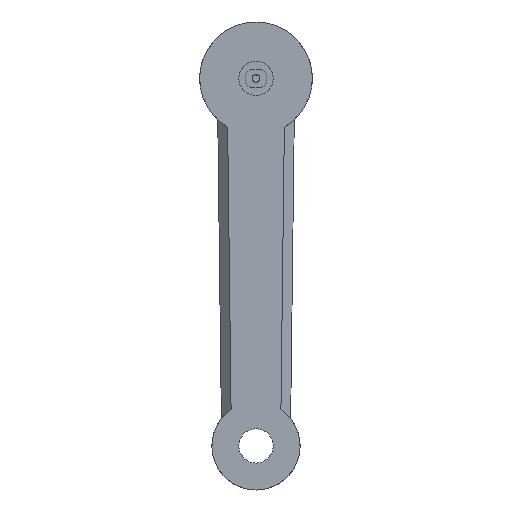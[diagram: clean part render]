
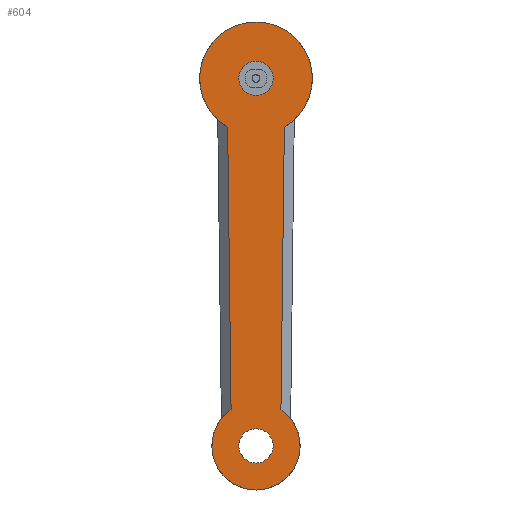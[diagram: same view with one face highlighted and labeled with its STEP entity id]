
A CAD part, front view. The second image highlights one B-rep face of the part: STEP entity #604.
In plain terms, the highlighted planar face has unit normal (0, -1, 0).
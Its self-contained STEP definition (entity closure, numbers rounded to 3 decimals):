
#18 = AXIS2_PLACEMENT_3D ( 'NONE', #183, #1374, #507 ) ;
#40 = DIRECTION ( 'NONE',  ( 0., -1., 0. ) ) ;
#43 = AXIS2_PLACEMENT_3D ( 'NONE', #1305, #120, #1091 ) ;
#46 = EDGE_CURVE ( 'NONE', #479, #780, #615, .T. ) ;
#58 = CARTESIAN_POINT ( 'NONE',  ( 0., 0., 0. ) ) ;
#73 = ORIENTED_EDGE ( 'NONE', *, *, #874, .T. ) ;
#106 = DIRECTION ( 'NONE',  ( 0., 0., -1. ) ) ;
#114 = DIRECTION ( 'NONE',  ( 0., 1., 0. ) ) ;
#120 = DIRECTION ( 'NONE',  ( 0., -1., 0. ) ) ;
#147 = CARTESIAN_POINT ( 'NONE',  ( 0., 0., -392.5 ) ) ;
#149 = EDGE_LOOP ( 'NONE', ( #915, #599, #73, #540, #670 ) ) ;
#152 = CARTESIAN_POINT ( 'NONE',  ( 0., 0., 17.5 ) ) ;
#183 = CARTESIAN_POINT ( 'NONE',  ( 0., 0., -375. ) ) ;
#210 = DIRECTION ( 'NONE',  ( 0.012, 0., 1. ) ) ;
#217 = CARTESIAN_POINT ( 'NONE',  ( 28.903, 0., -49.708 ) ) ;
#252 = VERTEX_POINT ( 'NONE', #147 ) ;
#274 = VERTEX_POINT ( 'NONE', #913 ) ;
#281 = VECTOR ( 'NONE', #638, 1000. ) ;
#295 = AXIS2_PLACEMENT_3D ( 'NONE', #469, #558, #1010 ) ;
#319 = ORIENTED_EDGE ( 'NONE', *, *, #1063, .F. ) ;
#325 = CARTESIAN_POINT ( 'NONE',  ( 0., 0., -375. ) ) ;
#331 = LINE ( 'NONE', #519, #281 ) ;
#418 = CARTESIAN_POINT ( 'NONE',  ( -25.445, 0., -337.884 ) ) ;
#435 = CARTESIAN_POINT ( 'NONE',  ( 29.495, 0., -0.354 ) ) ;
#439 = DIRECTION ( 'NONE',  ( 0., 0., 1. ) ) ;
#469 = CARTESIAN_POINT ( 'NONE',  ( 0., 0., -375. ) ) ;
#479 = VERTEX_POINT ( 'NONE', #959 ) ;
#483 = CIRCLE ( 'NONE', #1157, 45. ) ;
#484 = VERTEX_POINT ( 'NONE', #537 ) ;
#492 = DIRECTION ( 'NONE',  ( 0., 1., 0. ) ) ;
#507 = DIRECTION ( 'NONE',  ( 0., 0., -1. ) ) ;
#508 = VERTEX_POINT ( 'NONE', #152 ) ;
#519 = CARTESIAN_POINT ( 'NONE',  ( -29.495, 0., -0.354 ) ) ;
#532 = ORIENTED_EDGE ( 'NONE', *, *, #1088, .T. ) ;
#537 = CARTESIAN_POINT ( 'NONE',  ( 0., 0., -357.5 ) ) ;
#540 = ORIENTED_EDGE ( 'NONE', *, *, #745, .T. ) ;
#558 = DIRECTION ( 'NONE',  ( 0., 1., 0. ) ) ;
#565 = PLANE ( 'NONE',  #1135 ) ;
#582 = AXIS2_PLACEMENT_3D ( 'NONE', #960, #40, #765 ) ;
#593 = FACE_BOUND ( 'NONE', #1102, .T. ) ;
#599 = ORIENTED_EDGE ( 'NONE', *, *, #863, .T. ) ;
#600 = FACE_OUTER_BOUND ( 'NONE', #149, .T. ) ;
#604 = ADVANCED_FACE ( 'NONE', ( #593, #1029, #600 ), #565, .F. ) ;
#615 = CIRCLE ( 'NONE', #909, 57.5 ) ;
#629 = AXIS2_PLACEMENT_3D ( 'NONE', #325, #114, #1292 ) ;
#638 = DIRECTION ( 'NONE',  ( 0.012, 0., -1. ) ) ;
#664 = ORIENTED_EDGE ( 'NONE', *, *, #972, .F. ) ;
#670 = ORIENTED_EDGE ( 'NONE', *, *, #817, .T. ) ;
#689 = DIRECTION ( 'NONE',  ( 0., 0., 1. ) ) ;
#740 = DIRECTION ( 'NONE',  ( 0., 1., 0. ) ) ;
#745 = EDGE_CURVE ( 'NONE', #1247, #1030, #1310, .T. ) ;
#765 = DIRECTION ( 'NONE',  ( 0., 0., 1. ) ) ;
#780 = VERTEX_POINT ( 'NONE', #217 ) ;
#781 = CARTESIAN_POINT ( 'NONE',  ( 25.445, 0., -337.884 ) ) ;
#786 = CIRCLE ( 'NONE', #582, 17.5 ) ;
#817 = EDGE_CURVE ( 'NONE', #1030, #780, #1082, .T. ) ;
#834 = VECTOR ( 'NONE', #210, 1000. ) ;
#863 = EDGE_CURVE ( 'NONE', #479, #1331, #331, .T. ) ;
#874 = EDGE_CURVE ( 'NONE', #1331, #1247, #483, .T. ) ;
#909 = AXIS2_PLACEMENT_3D ( 'NONE', #970, #740, #439 ) ;
#913 = CARTESIAN_POINT ( 'NONE',  ( 0., 0., -17.5 ) ) ;
#915 = ORIENTED_EDGE ( 'NONE', *, *, #46, .F. ) ;
#918 = EDGE_CURVE ( 'NONE', #252, #484, #1021, .T. ) ;
#959 = CARTESIAN_POINT ( 'NONE',  ( -28.903, 0., -49.708 ) ) ;
#960 = CARTESIAN_POINT ( 'NONE',  ( 0., 0., 0. ) ) ;
#970 = CARTESIAN_POINT ( 'NONE',  ( 0., 0., 0. ) ) ;
#972 = EDGE_CURVE ( 'NONE', #508, #274, #786, .T. ) ;
#1010 = DIRECTION ( 'NONE',  ( 0., 0., 1. ) ) ;
#1021 = CIRCLE ( 'NONE', #629, 17.5 ) ;
#1029 = FACE_BOUND ( 'NONE', #1178, .T. ) ;
#1030 = VERTEX_POINT ( 'NONE', #781 ) ;
#1063 = EDGE_CURVE ( 'NONE', #274, #508, #1079, .T. ) ;
#1079 = CIRCLE ( 'NONE', #43, 17.5 ) ;
#1082 = LINE ( 'NONE', #435, #834 ) ;
#1088 = EDGE_CURVE ( 'NONE', #484, #252, #1307, .T. ) ;
#1091 = DIRECTION ( 'NONE',  ( 0., 0., 1. ) ) ;
#1102 = EDGE_LOOP ( 'NONE', ( #1302, #532 ) ) ;
#1135 = AXIS2_PLACEMENT_3D ( 'NONE', #58, #492, #689 ) ;
#1157 = AXIS2_PLACEMENT_3D ( 'NONE', #1176, #1172, #106 ) ;
#1172 = DIRECTION ( 'NONE',  ( 0., -1., 0. ) ) ;
#1176 = CARTESIAN_POINT ( 'NONE',  ( 0., 0., -375. ) ) ;
#1178 = EDGE_LOOP ( 'NONE', ( #664, #319 ) ) ;
#1247 = VERTEX_POINT ( 'NONE', #1371 ) ;
#1292 = DIRECTION ( 'NONE',  ( 0., 0., 1. ) ) ;
#1302 = ORIENTED_EDGE ( 'NONE', *, *, #918, .T. ) ;
#1305 = CARTESIAN_POINT ( 'NONE',  ( 0., 0., 0. ) ) ;
#1307 = CIRCLE ( 'NONE', #295, 17.5 ) ;
#1310 = CIRCLE ( 'NONE', #18, 45. ) ;
#1331 = VERTEX_POINT ( 'NONE', #418 ) ;
#1371 = CARTESIAN_POINT ( 'NONE',  ( 0., 0., -420. ) ) ;
#1374 = DIRECTION ( 'NONE',  ( 0., -1., 0. ) ) ;
